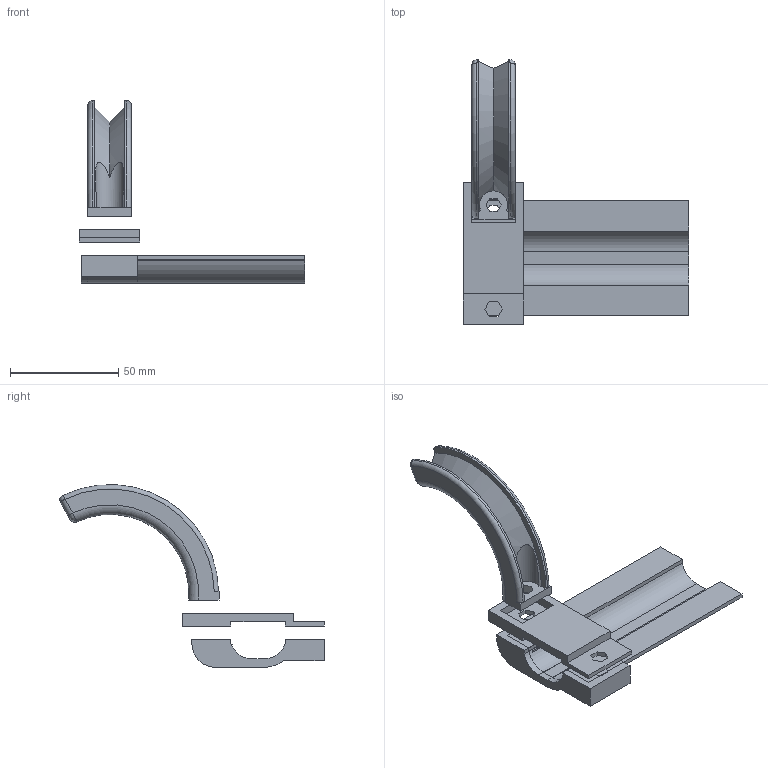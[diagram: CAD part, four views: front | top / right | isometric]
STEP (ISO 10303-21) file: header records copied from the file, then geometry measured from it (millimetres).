
FILE_DESCRIPTION(/* description */ (''),/* implementation_level */ '2;1');
FILE_NAME(/* name */ 'ハンズフリーハンドル v17.step',/* time_stamp */ '2020-04-09T10:13:41+09:00',/* author */ (''),/* organization */ (''),/* preprocessor_version */ 'ST-DEVELOPER v18',/* originating_system */ 'Autodesk Translation Framework v8.12.0.6',/* authorisation */ '');
FILE_SCHEMA (('AUTOMOTIVE_DESIGN { 1 0 10303 214 3 1 1 }'));
Length unit declared in the file: millimetre
Products named in the file (3): ハンズフリーハンドル; コンポーネント2; コンポーネント3
Assembly tree (2 placements, depth 2):
  ハンズフリーハンドル
    コンポーネント2
    コンポーネント3
Bounding box: 104 x 121.91 x 84.17 mm (x, y, z)
Volume: 53745.8 mm3; surface area: 31237.9 mm2
Topology: 4 solids, 4 shells, 150 faces, 411 edges, 272 vertices
Faces by surface type: plane 109, cylinder 31, torus 4, bspline 4, cone 2
Entity records: 5117 total; most frequent: CARTESIAN_POINT 1189, ORIENTED_EDGE 822, DIRECTION 763, EDGE_CURVE 411, LINE 317, VECTOR 317, VERTEX_POINT 272, AXIS2_PLACEMENT_3D 223
